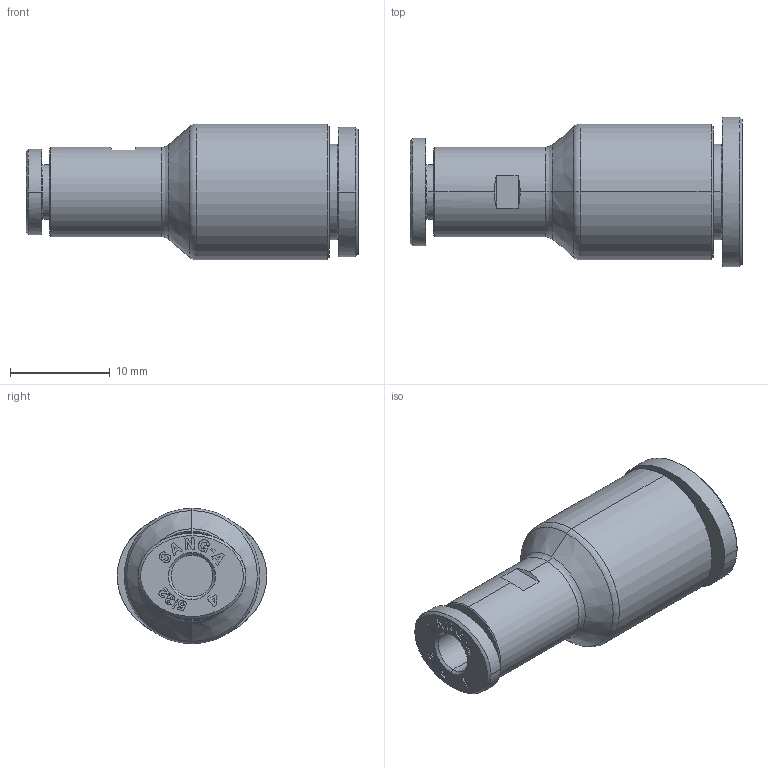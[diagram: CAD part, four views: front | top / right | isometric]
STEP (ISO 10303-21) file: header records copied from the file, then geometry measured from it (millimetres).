
FILE_DESCRIPTION((''),'2;1');
FILE_NAME('GPG_0804(3D).stp','2012-12-20T14:38:26',(''),(''),'Mechanical Desktop.R8.0.24.0','Mechanical Desktop.R8.0.24.0',', , ');
FILE_SCHEMA(('CONFIG_CONTROL_DESIGN'));
Length unit declared in the file: millimetre
Products named in the file (2): GPG_0804(3D); ºÎÇ°1
Assembly tree (1 placements, depth 2):
  GPG_0804(3D)
    ºÎÇ°1
Bounding box: 33.3 x 15 x 13.6 mm (x, y, z)
Volume: 2360 mm3; surface area: 2330.7 mm2
Topology: 1 solids, 1 shells, 775 faces, 2193 edges, 1456 vertices
Faces by surface type: plane 670, bspline 60, cylinder 29, cone 14, torus 2
Entity records: 26122 total; most frequent: CARTESIAN_POINT 5962, ORIENTED_EDGE 4386, DIRECTION 3809, EDGE_CURVE 2193, VECTOR 1991, LINE 1991, VERTEX_POINT 1456, AXIS2_PLACEMENT_3D 909
